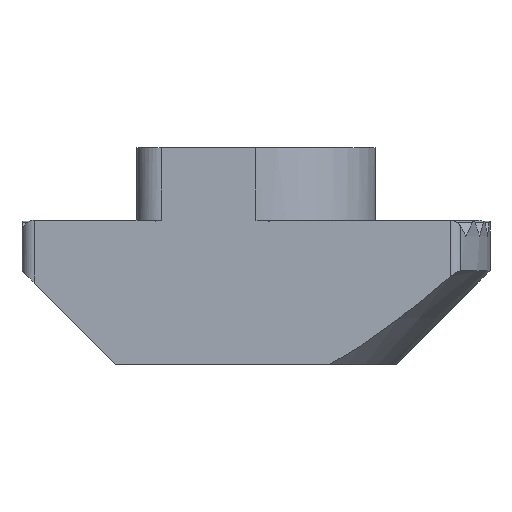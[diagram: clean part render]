
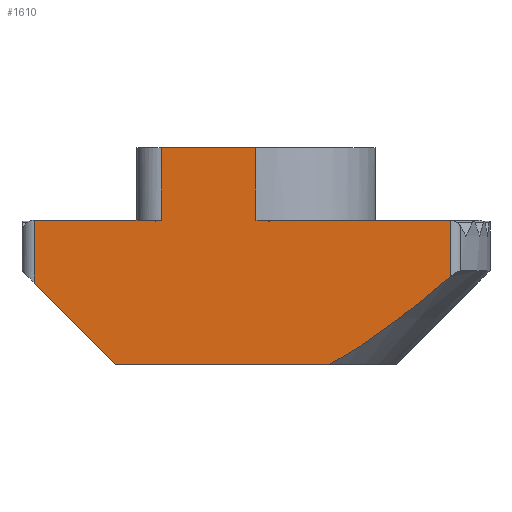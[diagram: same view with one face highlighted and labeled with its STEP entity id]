
A CAD part, front view. The second image highlights one B-rep face of the part: STEP entity #1610.
In plain terms, the highlighted planar face has unit normal (0, -1, 0).
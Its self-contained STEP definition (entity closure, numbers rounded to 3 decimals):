
#829=CARTESIAN_POINT('',(-9.0,-4.85,5.85));
#830=VERTEX_POINT('',#829);
#838=CARTESIAN_POINT('',(-3.85,-4.85,5.85));
#839=VERTEX_POINT('',#838);
#840=CARTESIAN_POINT('',(-3.85,-4.85,5.85));
#841=DIRECTION('',(-1.0,0.0,0.0));
#842=VECTOR('',#841,5.15);
#843=LINE('',#840,#842);
#844=EDGE_CURVE('',#839,#830,#843,.T.);
#1525=CARTESIAN_POINT('',(-9.5,-4.85,5.9));
#1526=DIRECTION('',(0.0,1.0,0.0));
#1527=DIRECTION('',(0.0,0.0,1.0));
#1528=AXIS2_PLACEMENT_3D('',#1525,#1526,#1527);
#1529=PLANE('',#1528);
#1530=CARTESIAN_POINT('',(0.,-4.85,8.8));
#1531=VERTEX_POINT('',#1530);
#1532=CARTESIAN_POINT('',(-3.85,-4.85,8.8));
#1533=VERTEX_POINT('',#1532);
#1534=CARTESIAN_POINT('',(0.,-4.85,8.8));
#1535=DIRECTION('',(-1.0,0.0,0.0));
#1536=VECTOR('',#1535,3.85);
#1537=LINE('',#1534,#1536);
#1538=EDGE_CURVE('',#1531,#1533,#1537,.T.);
#1539=ORIENTED_EDGE('',*,*,#1538,.T.);
#1540=CARTESIAN_POINT('',(-3.85,-4.85,8.8));
#1541=DIRECTION('',(0.0,0.0,-1.0));
#1542=VECTOR('',#1541,2.95);
#1543=LINE('',#1540,#1542);
#1544=EDGE_CURVE('',#1533,#839,#1543,.T.);
#1545=ORIENTED_EDGE('',*,*,#1544,.T.);
#1546=ORIENTED_EDGE('',*,*,#844,.T.);
#1547=CARTESIAN_POINT('',(-9.0,-4.85,3.3));
#1548=VERTEX_POINT('',#1547);
#1549=CARTESIAN_POINT('',(-9.0,-4.85,5.85));
#1550=DIRECTION('',(0.0,0.0,-1.0));
#1551=VECTOR('',#1550,2.55);
#1552=LINE('',#1549,#1551);
#1553=EDGE_CURVE('',#830,#1548,#1552,.T.);
#1554=ORIENTED_EDGE('',*,*,#1553,.T.);
#1555=CARTESIAN_POINT('',(-5.7,-4.85,0.0));
#1556=VERTEX_POINT('',#1555);
#1557=CARTESIAN_POINT('',(-9.0,-4.85,3.3));
#1558=DIRECTION('',(0.707,0.0,-0.707));
#1559=VECTOR('',#1558,4.667);
#1560=LINE('',#1557,#1559);
#1561=EDGE_CURVE('',#1548,#1556,#1560,.T.);
#1562=ORIENTED_EDGE('',*,*,#1561,.T.);
#1563=CARTESIAN_POINT('',(2.995,-4.85,0.0));
#1564=VERTEX_POINT('',#1563);
#1565=CARTESIAN_POINT('',(-5.7,-4.85,0.0));
#1566=DIRECTION('',(1.0,0.0,0.0));
#1567=VECTOR('',#1566,8.695);
#1568=LINE('',#1565,#1567);
#1569=EDGE_CURVE('',#1556,#1564,#1568,.T.);
#1570=ORIENTED_EDGE('',*,*,#1569,.T.);
#1571=CARTESIAN_POINT('',(7.879,-4.85,3.552));
#1572=VERTEX_POINT('',#1571);
#1573=CARTESIAN_POINT('',(-14.722,-4.85,9.8));
#1574=CARTESIAN_POINT('',(0.0,-4.85,-4.182));
#1575=CARTESIAN_POINT('',(14.722,-4.85,9.8));
#1583=(BOUNDED_CURVE()B_SPLINE_CURVE(2,(#1573,#1574,#1575),.UNSPECIFIED.,.F.,.U.)B_SPLINE_CURVE_WITH_KNOTS((3,3),(0.0,3.634),.UNSPECIFIED.)CURVE()GEOMETRIC_REPRESENTATION_ITEM()RATIONAL_B_SPLINE_CURVE((1.0,3.196,1.0))REPRESENTATION_ITEM(''));
#1584=EDGE_CURVE('',#1564,#1572,#1583,.T.);
#1585=ORIENTED_EDGE('',*,*,#1584,.T.);
#1586=CARTESIAN_POINT('',(7.879,-4.85,5.85));
#1587=VERTEX_POINT('',#1586);
#1588=CARTESIAN_POINT('',(7.879,-4.85,3.552));
#1589=DIRECTION('',(0.0,0.0,1.0));
#1590=VECTOR('',#1589,2.298);
#1591=LINE('',#1588,#1590);
#1592=EDGE_CURVE('',#1572,#1587,#1591,.T.);
#1593=ORIENTED_EDGE('',*,*,#1592,.T.);
#1594=CARTESIAN_POINT('',(0.,-4.85,5.85));
#1595=VERTEX_POINT('',#1594);
#1596=CARTESIAN_POINT('',(7.879,-4.85,5.85));
#1597=DIRECTION('',(-1.0,0.0,0.0));
#1598=VECTOR('',#1597,7.879);
#1599=LINE('',#1596,#1598);
#1600=EDGE_CURVE('',#1587,#1595,#1599,.T.);
#1601=ORIENTED_EDGE('',*,*,#1600,.T.);
#1602=CARTESIAN_POINT('',(0.,-4.85,8.8));
#1603=DIRECTION('',(0.0,0.0,-1.0));
#1604=VECTOR('',#1603,2.95);
#1605=LINE('',#1602,#1604);
#1606=EDGE_CURVE('',#1531,#1595,#1605,.T.);
#1607=ORIENTED_EDGE('',*,*,#1606,.F.);
#1608=EDGE_LOOP('',(#1539,#1545,#1546,#1554,#1562,#1570,#1585,#1593,#1601,#1607));
#1609=FACE_OUTER_BOUND('',#1608,.T.);
#1610=ADVANCED_FACE('',(#1609),#1529,.F.);
